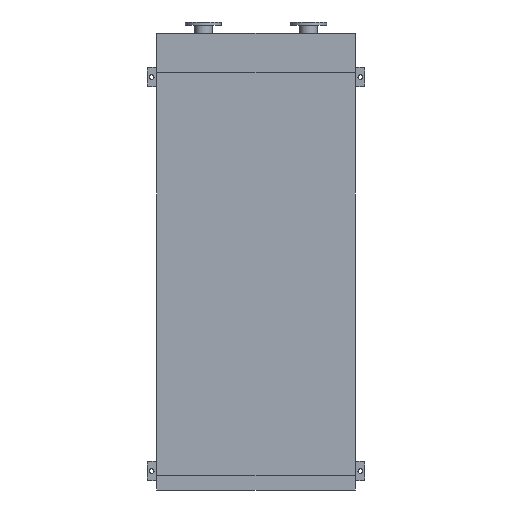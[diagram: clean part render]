
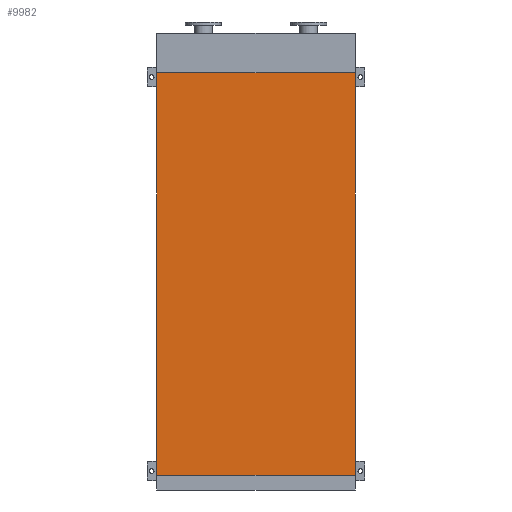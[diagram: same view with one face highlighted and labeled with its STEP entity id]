
A CAD part, front view. The second image highlights one B-rep face of the part: STEP entity #9982.
In plain terms, the highlighted planar face has unit normal (0, -1, 0).
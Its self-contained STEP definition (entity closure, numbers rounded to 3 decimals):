
#151 = VECTOR ( 'NONE', #13474, 1000. ) ;
#1046 = VECTOR ( 'NONE', #2590, 1000. ) ;
#1298 = CARTESIAN_POINT ( 'NONE',  ( -605., 0., 0. ) ) ;
#1346 = VERTEX_POINT ( 'NONE', #7217 ) ;
#2285 = ORIENTED_EDGE ( 'NONE', *, *, #15789, .F. ) ;
#2560 = PLANE ( 'NONE',  #17235 ) ;
#2590 = DIRECTION ( 'NONE',  ( 0., 0., 1. ) ) ;
#2917 = ORIENTED_EDGE ( 'NONE', *, *, #15755, .T. ) ;
#3285 = CARTESIAN_POINT ( 'NONE',  ( 605., 0., 0. ) ) ;
#3922 = DIRECTION ( 'NONE',  ( 0., -1., 0. ) ) ;
#4211 = LINE ( 'NONE', #1298, #7714 ) ;
#4409 = ORIENTED_EDGE ( 'NONE', *, *, #15813, .T. ) ;
#4611 = CARTESIAN_POINT ( 'NONE',  ( -605., 0., -2450. ) ) ;
#4990 = CARTESIAN_POINT ( 'NONE',  ( -605., 0., -2450. ) ) ;
#6352 = LINE ( 'NONE', #4611, #9837 ) ;
#6836 = VERTEX_POINT ( 'NONE', #3285 ) ;
#7217 = CARTESIAN_POINT ( 'NONE',  ( -605., 0., -2450. ) ) ;
#7714 = VECTOR ( 'NONE', #12197, 1000. ) ;
#7777 = VERTEX_POINT ( 'NONE', #17049 ) ;
#9837 = VECTOR ( 'NONE', #13146, 1000. ) ;
#9982 = ADVANCED_FACE ( 'NONE', ( #12061 ), #2560, .T. ) ;
#10552 = VERTEX_POINT ( 'NONE', #12841 ) ;
#11513 = LINE ( 'NONE', #4990, #151 ) ;
#12061 = FACE_OUTER_BOUND ( 'NONE', #13622, .T. ) ;
#12197 = DIRECTION ( 'NONE',  ( 1., 0., 0. ) ) ;
#12753 = LINE ( 'NONE', #15105, #1046 ) ;
#12841 = CARTESIAN_POINT ( 'NONE',  ( -605., 0., 0. ) ) ;
#13146 = DIRECTION ( 'NONE',  ( 0., 0., 1. ) ) ;
#13474 = DIRECTION ( 'NONE',  ( 1., 0., 0. ) ) ;
#13622 = EDGE_LOOP ( 'NONE', ( #2285, #14355, #4409, #2917 ) ) ;
#13831 = DIRECTION ( 'NONE',  ( 0., 0., -1. ) ) ;
#14355 = ORIENTED_EDGE ( 'NONE', *, *, #14539, .F. ) ;
#14539 = EDGE_CURVE ( 'NONE', #1346, #10552, #6352, .T. ) ;
#15105 = CARTESIAN_POINT ( 'NONE',  ( 605., 0., -2450. ) ) ;
#15755 = EDGE_CURVE ( 'NONE', #7777, #6836, #12753, .T. ) ;
#15789 = EDGE_CURVE ( 'NONE', #10552, #6836, #4211, .T. ) ;
#15813 = EDGE_CURVE ( 'NONE', #1346, #7777, #11513, .T. ) ;
#17049 = CARTESIAN_POINT ( 'NONE',  ( 605., 0., -2450. ) ) ;
#17235 = AXIS2_PLACEMENT_3D ( 'NONE', #17746, #3922, #13831 ) ;
#17746 = CARTESIAN_POINT ( 'NONE',  ( -605., 0., -2450. ) ) ;
